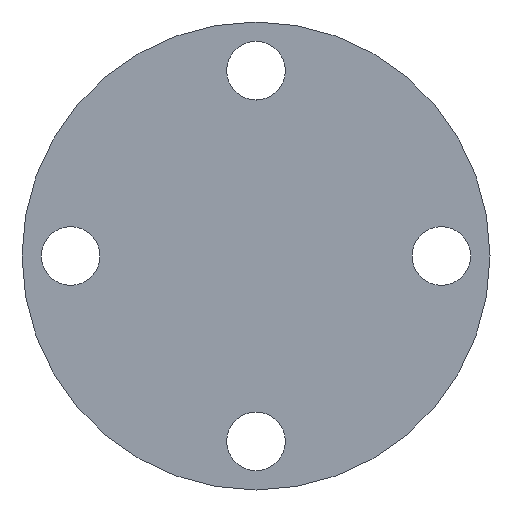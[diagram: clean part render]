
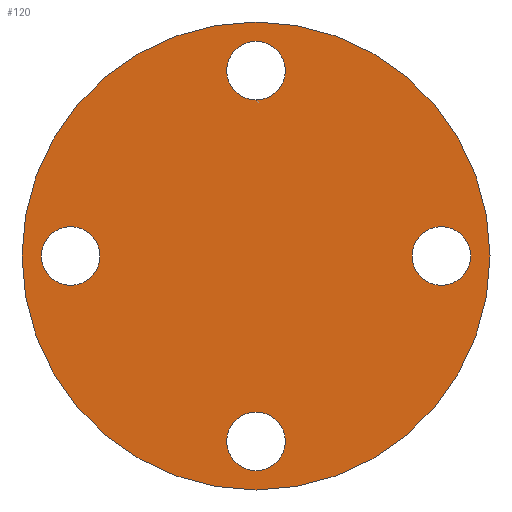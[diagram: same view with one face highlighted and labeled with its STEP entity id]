
A CAD part, front view. The second image highlights one B-rep face of the part: STEP entity #120.
In plain terms, the highlighted planar face has unit normal (0, -1, 0).
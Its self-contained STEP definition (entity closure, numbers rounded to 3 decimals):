
#1 = CARTESIAN_POINT ( 'NONE',  ( 69.9, 0., 0. ) ) ;
#17 = DIRECTION ( 'NONE',  ( 0., 1., 0. ) ) ;
#20 = CARTESIAN_POINT ( 'NONE',  ( 0., 0., 0. ) ) ;
#27 = DIRECTION ( 'NONE',  ( 0., 0., -1. ) ) ;
#41 = CIRCLE ( 'NONE', #497, 9.55 ) ;
#42 = CARTESIAN_POINT ( 'NONE',  ( 0., 0., -60.35 ) ) ;
#43 = DIRECTION ( 'NONE',  ( 0., 1., 0. ) ) ;
#45 = EDGE_LOOP ( 'NONE', ( #75, #161 ) ) ;
#46 = CARTESIAN_POINT ( 'NONE',  ( 0., 0., 0. ) ) ;
#56 = DIRECTION ( 'NONE',  ( 0., 1., 0. ) ) ;
#58 = CARTESIAN_POINT ( 'NONE',  ( 50.8, 0., 0. ) ) ;
#69 = EDGE_CURVE ( 'NONE', #502, #175, #547, .T. ) ;
#71 = EDGE_LOOP ( 'NONE', ( #122, #332 ) ) ;
#75 = ORIENTED_EDGE ( 'NONE', *, *, #95, .T. ) ;
#81 = DIRECTION ( 'NONE',  ( -1., 0., 0. ) ) ;
#85 = EDGE_LOOP ( 'NONE', ( #87, #186 ) ) ;
#87 = ORIENTED_EDGE ( 'NONE', *, *, #544, .F. ) ;
#93 = AXIS2_PLACEMENT_3D ( 'NONE', #242, #415, #196 ) ;
#95 = EDGE_CURVE ( 'NONE', #104, #118, #41, .T. ) ;
#103 = CARTESIAN_POINT ( 'NONE',  ( 0., 0., -69.9 ) ) ;
#104 = VERTEX_POINT ( 'NONE', #436 ) ;
#107 = DIRECTION ( 'NONE',  ( 0., 0., 1. ) ) ;
#114 = DIRECTION ( 'NONE',  ( 0., 1., 0. ) ) ;
#117 = DIRECTION ( 'NONE',  ( 0., 1., 0. ) ) ;
#118 = VERTEX_POINT ( 'NONE', #405 ) ;
#120 = ADVANCED_FACE ( 'NONE', ( #494, #235, #321, #318, #266 ), #437, .F. ) ;
#121 = CARTESIAN_POINT ( 'NONE',  ( 0., 0., 50.8 ) ) ;
#122 = ORIENTED_EDGE ( 'NONE', *, *, #435, .T. ) ;
#136 = CIRCLE ( 'NONE', #408, 76.2 ) ;
#145 = AXIS2_PLACEMENT_3D ( 'NONE', #42, #509, #293 ) ;
#148 = CIRCLE ( 'NONE', #288, 9.55 ) ;
#159 = CIRCLE ( 'NONE', #450, 9.55 ) ;
#161 = ORIENTED_EDGE ( 'NONE', *, *, #427, .T. ) ;
#162 = DIRECTION ( 'NONE',  ( 0., 1., 0. ) ) ;
#168 = CARTESIAN_POINT ( 'NONE',  ( 0., 0., 76.2 ) ) ;
#175 = VERTEX_POINT ( 'NONE', #58 ) ;
#182 = VERTEX_POINT ( 'NONE', #103 ) ;
#186 = ORIENTED_EDGE ( 'NONE', *, *, #396, .F. ) ;
#196 = DIRECTION ( 'NONE',  ( 0., 0., 1. ) ) ;
#200 = DIRECTION ( 'NONE',  ( -1., 0., 0. ) ) ;
#201 = ORIENTED_EDGE ( 'NONE', *, *, #264, .T. ) ;
#208 = ORIENTED_EDGE ( 'NONE', *, *, #438, .T. ) ;
#213 = CARTESIAN_POINT ( 'NONE',  ( 0., 0., -50.8 ) ) ;
#214 = EDGE_LOOP ( 'NONE', ( #208, #515 ) ) ;
#218 = CARTESIAN_POINT ( 'NONE',  ( 60.35, 0., 0. ) ) ;
#224 = AXIS2_PLACEMENT_3D ( 'NONE', #291, #331, #27 ) ;
#235 = FACE_BOUND ( 'NONE', #214, .T. ) ;
#242 = CARTESIAN_POINT ( 'NONE',  ( 0., 0., 0. ) ) ;
#264 = EDGE_CURVE ( 'NONE', #493, #182, #148, .T. ) ;
#266 = FACE_OUTER_BOUND ( 'NONE', #85, .T. ) ;
#268 = CARTESIAN_POINT ( 'NONE',  ( 0., 0., -60.35 ) ) ;
#274 = VERTEX_POINT ( 'NONE', #487 ) ;
#276 = DIRECTION ( 'NONE',  ( 0., 0., 1. ) ) ;
#286 = DIRECTION ( 'NONE',  ( 0., 0., -1. ) ) ;
#288 = AXIS2_PLACEMENT_3D ( 'NONE', #268, #17, #276 ) ;
#290 = AXIS2_PLACEMENT_3D ( 'NONE', #503, #162, #539 ) ;
#291 = CARTESIAN_POINT ( 'NONE',  ( 0., 0., 60.35 ) ) ;
#293 = DIRECTION ( 'NONE',  ( 0., 0., 1. ) ) ;
#295 = CARTESIAN_POINT ( 'NONE',  ( -60.35, 0., 0. ) ) ;
#296 = DIRECTION ( 'NONE',  ( 0., 0., 1. ) ) ;
#306 = AXIS2_PLACEMENT_3D ( 'NONE', #218, #43, #81 ) ;
#318 = FACE_BOUND ( 'NONE', #360, .T. ) ;
#321 = FACE_BOUND ( 'NONE', #71, .T. ) ;
#325 = VERTEX_POINT ( 'NONE', #121 ) ;
#327 = CIRCLE ( 'NONE', #224, 9.55 ) ;
#331 = DIRECTION ( 'NONE',  ( 0., 1., 0. ) ) ;
#332 = ORIENTED_EDGE ( 'NONE', *, *, #69, .T. ) ;
#336 = AXIS2_PLACEMENT_3D ( 'NONE', #501, #114, #200 ) ;
#344 = AXIS2_PLACEMENT_3D ( 'NONE', #20, #56, #107 ) ;
#349 = DIRECTION ( 'NONE',  ( 0., 1., 0. ) ) ;
#360 = EDGE_LOOP ( 'NONE', ( #201, #531 ) ) ;
#372 = EDGE_CURVE ( 'NONE', #274, #325, #327, .T. ) ;
#379 = CARTESIAN_POINT ( 'NONE',  ( 0., 0., 60.35 ) ) ;
#382 = VERTEX_POINT ( 'NONE', #499 ) ;
#388 = DIRECTION ( 'NONE',  ( 0., 1., 0. ) ) ;
#393 = DIRECTION ( 'NONE',  ( 1., 0., 0. ) ) ;
#396 = EDGE_CURVE ( 'NONE', #496, #382, #532, .T. ) ;
#405 = CARTESIAN_POINT ( 'NONE',  ( -69.9, 0., 0. ) ) ;
#408 = AXIS2_PLACEMENT_3D ( 'NONE', #46, #388, #296 ) ;
#415 = DIRECTION ( 'NONE',  ( 0., 1., 0. ) ) ;
#427 = EDGE_CURVE ( 'NONE', #118, #104, #459, .T. ) ;
#433 = CIRCLE ( 'NONE', #336, 9.55 ) ;
#435 = EDGE_CURVE ( 'NONE', #175, #502, #433, .T. ) ;
#436 = CARTESIAN_POINT ( 'NONE',  ( -50.8, 0., 0. ) ) ;
#437 = PLANE ( 'NONE',  #344 ) ;
#438 = EDGE_CURVE ( 'NONE', #325, #274, #159, .T. ) ;
#450 = AXIS2_PLACEMENT_3D ( 'NONE', #379, #117, #286 ) ;
#459 = CIRCLE ( 'NONE', #290, 9.55 ) ;
#487 = CARTESIAN_POINT ( 'NONE',  ( 0., 0., 69.9 ) ) ;
#493 = VERTEX_POINT ( 'NONE', #213 ) ;
#494 = FACE_BOUND ( 'NONE', #45, .T. ) ;
#496 = VERTEX_POINT ( 'NONE', #168 ) ;
#497 = AXIS2_PLACEMENT_3D ( 'NONE', #295, #349, #393 ) ;
#499 = CARTESIAN_POINT ( 'NONE',  ( 0., 0., -76.2 ) ) ;
#501 = CARTESIAN_POINT ( 'NONE',  ( 60.35, 0., 0. ) ) ;
#502 = VERTEX_POINT ( 'NONE', #1 ) ;
#503 = CARTESIAN_POINT ( 'NONE',  ( -60.35, 0., 0. ) ) ;
#509 = DIRECTION ( 'NONE',  ( 0., 1., 0. ) ) ;
#515 = ORIENTED_EDGE ( 'NONE', *, *, #372, .T. ) ;
#531 = ORIENTED_EDGE ( 'NONE', *, *, #542, .T. ) ;
#532 = CIRCLE ( 'NONE', #93, 76.2 ) ;
#539 = DIRECTION ( 'NONE',  ( 1., 0., 0. ) ) ;
#542 = EDGE_CURVE ( 'NONE', #182, #493, #548, .T. ) ;
#544 = EDGE_CURVE ( 'NONE', #382, #496, #136, .T. ) ;
#547 = CIRCLE ( 'NONE', #306, 9.55 ) ;
#548 = CIRCLE ( 'NONE', #145, 9.55 ) ;
